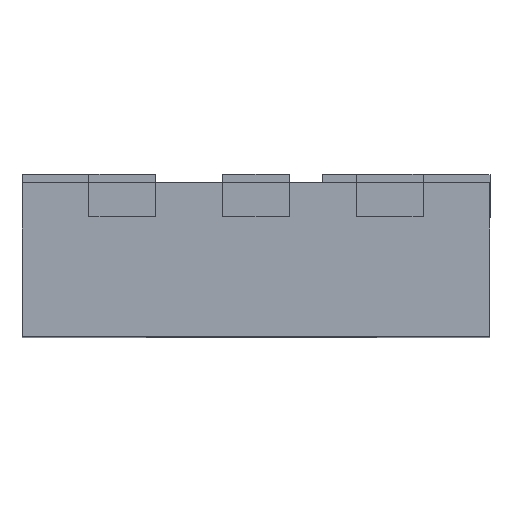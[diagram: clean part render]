
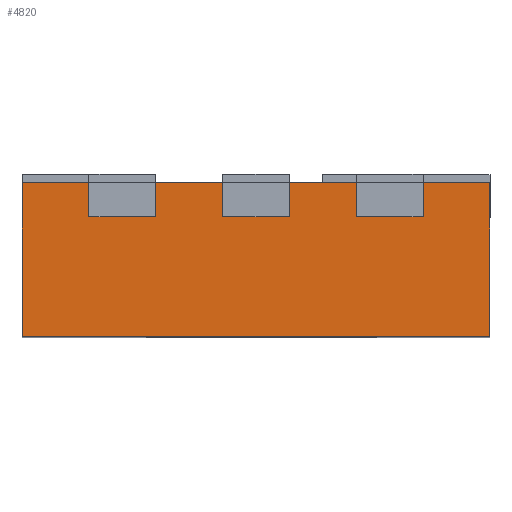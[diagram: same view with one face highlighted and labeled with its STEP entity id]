
A CAD part, top view. The second image highlights one B-rep face of the part: STEP entity #4820.
In plain terms, the highlighted planar face has unit normal (0, 0, 1).
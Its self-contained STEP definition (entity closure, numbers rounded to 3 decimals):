
#1 = ORIENTED_EDGE ( 'NONE', *, *, #4317, .F. ) ;
#163 = CARTESIAN_POINT ( 'NONE',  ( 1.399, 0.46, 0. ) ) ;
#432 = VERTEX_POINT ( 'NONE', #163 ) ;
#560 = EDGE_CURVE ( 'NONE', #3927, #4431, #564, .T. ) ;
#564 = LINE ( 'NONE', #4012, #2114 ) ;
#712 = LINE ( 'NONE', #1558, #1245 ) ;
#765 = EDGE_CURVE ( 'NONE', #4431, #4181, #712, .T. ) ;
#772 = FACE_OUTER_BOUND ( 'NONE', #1788, .T. ) ;
#847 = DIRECTION ( 'NONE',  ( 1., 0., 0. ) ) ;
#947 = CARTESIAN_POINT ( 'NONE',  ( 0., 0., 0. ) ) ;
#1156 = CARTESIAN_POINT ( 'NONE',  ( 0., 0.46, 0. ) ) ;
#1245 = VECTOR ( 'NONE', #2645, 1000. ) ;
#1345 = EDGE_CURVE ( 'NONE', #432, #4181, #2463, .T. ) ;
#1477 = CARTESIAN_POINT ( 'NONE',  ( 1.399, 0., 0. ) ) ;
#1558 = CARTESIAN_POINT ( 'NONE',  ( 0., 0., 0. ) ) ;
#1569 = PLANE ( 'NONE',  #4584 ) ;
#1788 = EDGE_LOOP ( 'NONE', ( #2737, #3245, #1, #2729 ) ) ;
#2114 = VECTOR ( 'NONE', #3605, 1000. ) ;
#2256 = VECTOR ( 'NONE', #4569, 1000. ) ;
#2302 = DIRECTION ( 'NONE',  ( 0., 0., -1. ) ) ;
#2463 = LINE ( 'NONE', #4157, #2256 ) ;
#2645 = DIRECTION ( 'NONE',  ( 1., 0., 0. ) ) ;
#2729 = ORIENTED_EDGE ( 'NONE', *, *, #560, .T. ) ;
#2737 = ORIENTED_EDGE ( 'NONE', *, *, #765, .T. ) ;
#3245 = ORIENTED_EDGE ( 'NONE', *, *, #1345, .F. ) ;
#3605 = DIRECTION ( 'NONE',  ( 0., -1., 0. ) ) ;
#3819 = LINE ( 'NONE', #1156, #4522 ) ;
#3927 = VERTEX_POINT ( 'NONE', #4439 ) ;
#4012 = CARTESIAN_POINT ( 'NONE',  ( 0., 0.46, 0. ) ) ;
#4157 = CARTESIAN_POINT ( 'NONE',  ( 1.399, 0.46, 0. ) ) ;
#4181 = VERTEX_POINT ( 'NONE', #1477 ) ;
#4249 = CARTESIAN_POINT ( 'NONE',  ( 0., 0.46, 0. ) ) ;
#4317 = EDGE_CURVE ( 'NONE', #3927, #432, #3819, .T. ) ;
#4431 = VERTEX_POINT ( 'NONE', #947 ) ;
#4439 = CARTESIAN_POINT ( 'NONE',  ( 0., 0.46, 0. ) ) ;
#4522 = VECTOR ( 'NONE', #847, 1000. ) ;
#4546 = DIRECTION ( 'NONE',  ( -1., 0., 0. ) ) ;
#4569 = DIRECTION ( 'NONE',  ( 0., -1., 0. ) ) ;
#4584 = AXIS2_PLACEMENT_3D ( 'NONE', #4249, #2302, #4546 ) ;
#4820 = ADVANCED_FACE ( 'NONE', ( #772 ), #1569, .F. ) ;
